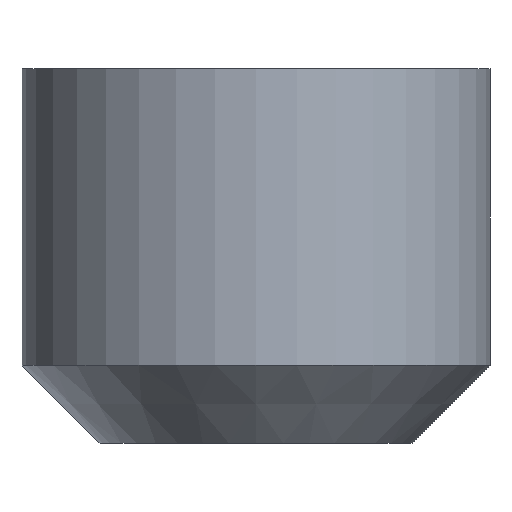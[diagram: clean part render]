
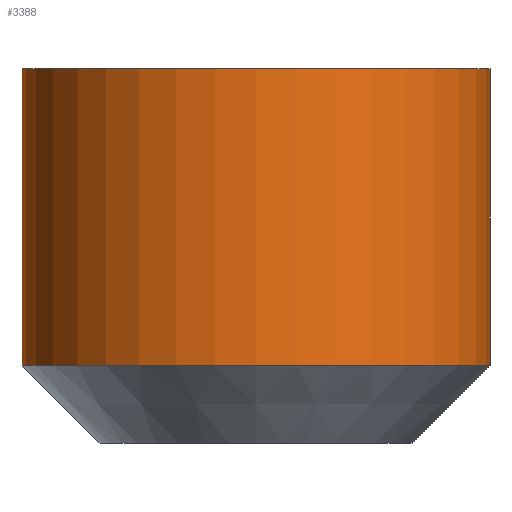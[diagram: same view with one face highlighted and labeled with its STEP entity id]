
A CAD part, front view. The second image highlights one B-rep face of the part: STEP entity #3388.
In plain terms, the highlighted cylindrical face has radius 15 mm (diameter 30 mm), a full revolution.
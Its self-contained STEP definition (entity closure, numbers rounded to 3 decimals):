
#3120 = EDGE_CURVE('',#3121,#3121,#3123,.T.);
#3121 = VERTEX_POINT('',#3122);
#3122 = CARTESIAN_POINT('',(15.,0.,19.));
#3123 = CIRCLE('',#3124,15.);
#3124 = AXIS2_PLACEMENT_3D('',#3125,#3126,#3127);
#3125 = CARTESIAN_POINT('',(0.,0.,19.));
#3126 = DIRECTION('',(0.,0.,1.));
#3127 = DIRECTION('',(1.,0.,0.));
#3225 = VERTEX_POINT('',#3226);
#3226 = CARTESIAN_POINT('',(15.,0.,0.));
#3234 = EDGE_CURVE('',#3225,#3225,#3235,.T.);
#3235 = CIRCLE('',#3236,15.);
#3236 = AXIS2_PLACEMENT_3D('',#3237,#3238,#3239);
#3237 = CARTESIAN_POINT('',(0.,0.,0.));
#3238 = DIRECTION('',(0.,0.,-1.));
#3239 = DIRECTION('',(1.,0.,0.));
#3388 = ADVANCED_FACE('',(#3389),#3399,.T.);
#3389 = FACE_BOUND('',#3390,.F.);
#3390 = EDGE_LOOP('',(#3391,#3396,#3397,#3398));
#3391 = ORIENTED_EDGE('',*,*,#3392,.F.);
#3392 = EDGE_CURVE('',#3121,#3225,#3393,.T.);
#3393 = B_SPLINE_CURVE_WITH_KNOTS('',1,(#3394,#3395),.UNSPECIFIED.,.F.,
  .F.,(2,2),(-19.,5.),.PIECEWISE_BEZIER_KNOTS.);
#3394 = CARTESIAN_POINT('',(15.,0.,19.));
#3395 = CARTESIAN_POINT('',(15.,0.,-5.));
#3396 = ORIENTED_EDGE('',*,*,#3120,.T.);
#3397 = ORIENTED_EDGE('',*,*,#3392,.T.);
#3398 = ORIENTED_EDGE('',*,*,#3234,.T.);
#3399 = CYLINDRICAL_SURFACE('',#3400,15.);
#3400 = AXIS2_PLACEMENT_3D('',#3401,#3402,#3403);
#3401 = CARTESIAN_POINT('',(0.,0.,0.));
#3402 = DIRECTION('',(-0.,-0.,-1.));
#3403 = DIRECTION('',(1.,0.,0.));
